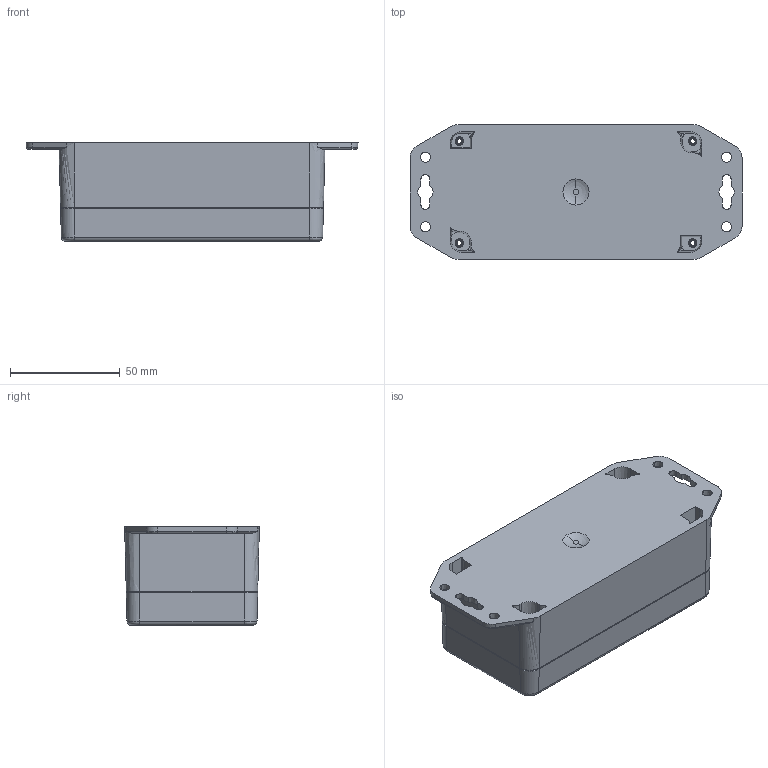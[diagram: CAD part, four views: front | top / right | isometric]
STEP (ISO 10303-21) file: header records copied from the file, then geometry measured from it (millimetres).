
FILE_DESCRIPTION (( 'STEP AP203' ), '1' );
FILE_NAME ('ZP120.60.45U.STEP', '2024-10-02T09:53:34', ( '' ), ( '' ), 'SwSTEP 2.0', 'SolidWorks 2015', '' );
FILE_SCHEMA (( 'CONFIG_CONTROL_DESIGN' ));
Length unit declared in the file: millimetre
Products named in the file (7): ZP120.60.45U; ZPB120.60.30U; ZPC120.60.15; Sleeve; Tulejka M3; Gasket; Gasket_A
Assembly tree (12 placements, depth 2):
  ZP120.60.45U
    ZPB120.60.30U
    ZPC120.60.15
    Sleeve  x4
    Tulejka M3  x4
    Gasket
    Gasket_A
Bounding box: 151.54 x 61.54 x 45 mm (x, y, z)
Volume: 110551.2 mm3; surface area: 79930.5 mm2
Topology: 12 solids, 12 shells, 3049 faces, 6607 edges, 3675 vertices
Faces by surface type: plane 1820, cone 602, bspline 403, cylinder 216, torus 8
Entity records: 61310 total; most frequent: CARTESIAN_POINT 30355, ORIENTED_EDGE 6980, DIRECTION 4973, EDGE_CURVE 3490, VERTEX_POINT 2103, AXIS2_PLACEMENT_3D 1779, EDGE_LOOP 1603, FACE_OUTER_BOUND 1483
